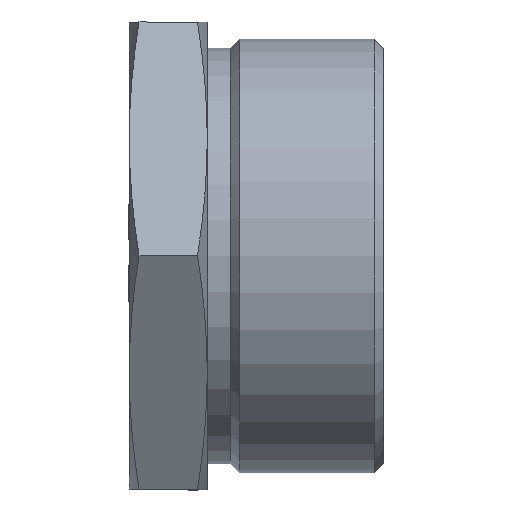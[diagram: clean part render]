
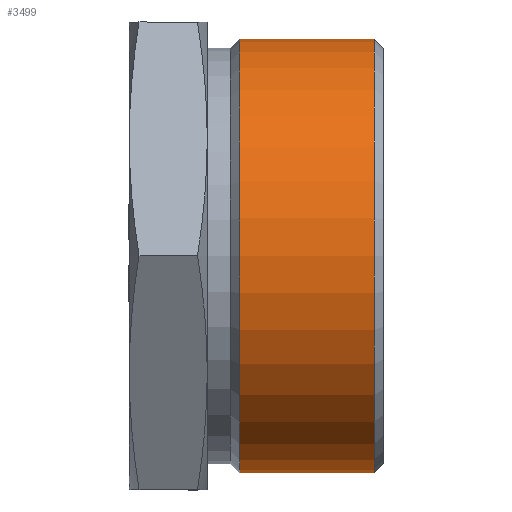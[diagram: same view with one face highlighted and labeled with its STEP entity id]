
A CAD part, top view. The second image highlights one B-rep face of the part: STEP entity #3499.
In plain terms, the highlighted cylindrical face has radius 37.592 mm (diameter 75.184 mm), a partial arc.
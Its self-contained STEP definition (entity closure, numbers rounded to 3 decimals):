
#502 = CARTESIAN_POINT ( 'NONE',  ( 42.408, 37.592, 0. ) ) ;
#1023 = ORIENTED_EDGE ( 'NONE', *, *, #8027, .F. ) ;
#1524 = ORIENTED_EDGE ( 'NONE', *, *, #11410, .F. ) ;
#2092 = DIRECTION ( 'NONE',  ( 0., -1., 0. ) ) ;
#2260 = ORIENTED_EDGE ( 'NONE', *, *, #11034, .F. ) ;
#2540 = CARTESIAN_POINT ( 'NONE',  ( 19.092, -37.592, 0. ) ) ;
#2671 = DIRECTION ( 'NONE',  ( 0., -1., 0. ) ) ;
#3001 = CARTESIAN_POINT ( 'NONE',  ( 13.5, 37.592, 0. ) ) ;
#3098 = DIRECTION ( 'NONE',  ( 1., 0., 0. ) ) ;
#3262 = VERTEX_POINT ( 'NONE', #502 ) ;
#3499 = ADVANCED_FACE ( 'NONE', ( #4156 ), #5406, .T. ) ;
#4129 = DIRECTION ( 'NONE',  ( -1., 0., 0. ) ) ;
#4156 = FACE_OUTER_BOUND ( 'NONE', #6004, .T. ) ;
#4354 = LINE ( 'NONE', #10031, #4979 ) ;
#4773 = DIRECTION ( 'NONE',  ( 0., -1., 0. ) ) ;
#4979 = VECTOR ( 'NONE', #3098, 1000. ) ;
#5384 = VERTEX_POINT ( 'NONE', #12642 ) ;
#5406 = CYLINDRICAL_SURFACE ( 'NONE', #8241, 37.592 ) ;
#5785 = CARTESIAN_POINT ( 'NONE',  ( 13.5, 0., 0. ) ) ;
#5875 = DIRECTION ( 'NONE',  ( 1., 0., 0. ) ) ;
#6004 = EDGE_LOOP ( 'NONE', ( #1023, #2260, #9568, #1524 ) ) ;
#6183 = CARTESIAN_POINT ( 'NONE',  ( 19.092, 0., 0. ) ) ;
#6237 = CIRCLE ( 'NONE', #10787, 37.592 ) ;
#6845 = VERTEX_POINT ( 'NONE', #8332 ) ;
#7229 = AXIS2_PLACEMENT_3D ( 'NONE', #6183, #4129, #2092 ) ;
#8027 = EDGE_CURVE ( 'NONE', #5384, #3262, #8250, .T. ) ;
#8241 = AXIS2_PLACEMENT_3D ( 'NONE', #5785, #5875, #4773 ) ;
#8250 = LINE ( 'NONE', #3001, #12085 ) ;
#8316 = VERTEX_POINT ( 'NONE', #2540 ) ;
#8332 = CARTESIAN_POINT ( 'NONE',  ( 42.408, -37.592, 0. ) ) ;
#8972 = DIRECTION ( 'NONE',  ( 1., 0., 0. ) ) ;
#9568 = ORIENTED_EDGE ( 'NONE', *, *, #12325, .T. ) ;
#9603 = CARTESIAN_POINT ( 'NONE',  ( 42.408, 0., 0. ) ) ;
#10031 = CARTESIAN_POINT ( 'NONE',  ( 13.5, -37.592, 0. ) ) ;
#10255 = CIRCLE ( 'NONE', #7229, 37.592 ) ;
#10432 = DIRECTION ( 'NONE',  ( 1., 0., 0. ) ) ;
#10787 = AXIS2_PLACEMENT_3D ( 'NONE', #9603, #10432, #2671 ) ;
#11034 = EDGE_CURVE ( 'NONE', #8316, #5384, #10255, .T. ) ;
#11410 = EDGE_CURVE ( 'NONE', #3262, #6845, #6237, .T. ) ;
#12085 = VECTOR ( 'NONE', #8972, 1000. ) ;
#12325 = EDGE_CURVE ( 'NONE', #8316, #6845, #4354, .T. ) ;
#12642 = CARTESIAN_POINT ( 'NONE',  ( 19.092, 37.592, 0. ) ) ;
